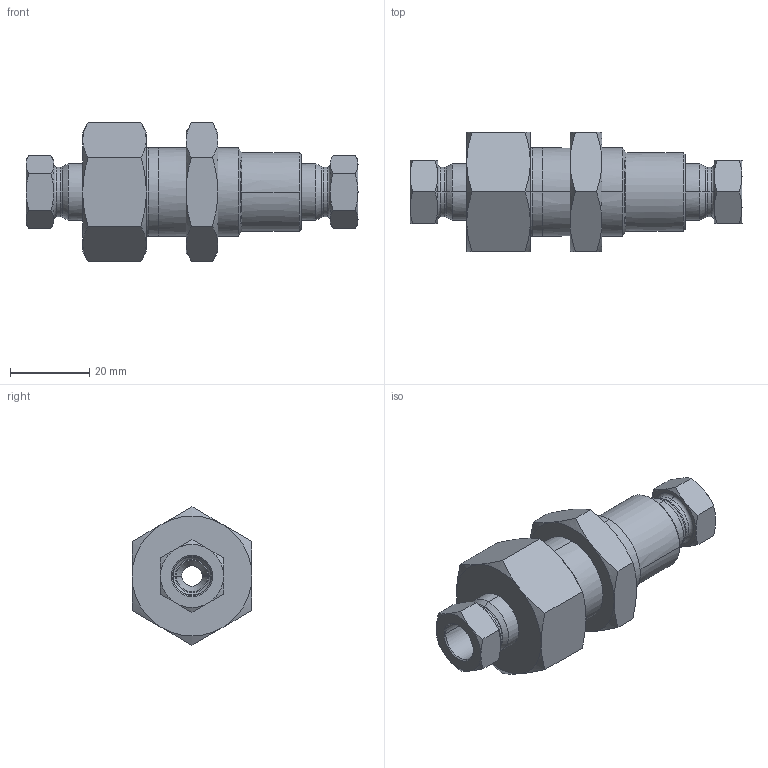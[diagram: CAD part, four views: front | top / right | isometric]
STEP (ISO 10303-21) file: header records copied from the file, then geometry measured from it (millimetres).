
FILE_DESCRIPTION((''),'2;1');
FILE_NAME('S20F09T02_ASM','2022-02-17T',('BissonC'),(''),'CREO PARAMETRIC BY PTC INC, 2015080','CREO PARAMETRIC BY PTC INC, 2015080','');
FILE_SCHEMA(('CONFIG_CONTROL_DESIGN'));
Length unit declared in the file: millimetre
Products named in the file (5): CS20F09-002-001; CS20F09-005-001; S20F13T02; S20F12T02; S20F09T02_ASM
Assembly tree (6 placements, depth 2):
  S20F09T02_ASM
    CS20F09-002-001
    CS20F09-005-001
    S20F13T02  x2
    S20F12T02  x2
Bounding box: 83.56 x 30.16 x 34.83 mm (x, y, z)
Surface area: 18999.8 mm2 (no closed solid volume)
Topology: 0 solids, 0 shells, 201 faces, 878 edges, 870 vertices
Faces by surface type: bspline 179, torus 22
Entity records: 20377 total; most frequent: CARTESIAN_POINT 14972, DIRECTION 815, DEFINITIONAL_REPRESENTATION 618, PCURVE 618, COMPOSITE_CURVE_SEGMENT 618, TRIMMED_CURVE 601, VECTOR 437, LINE 437
